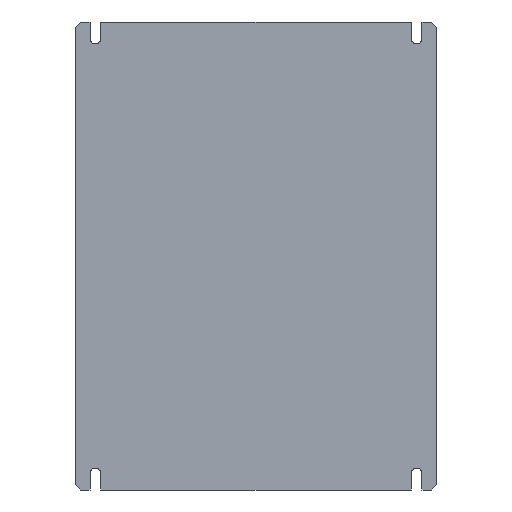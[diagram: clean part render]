
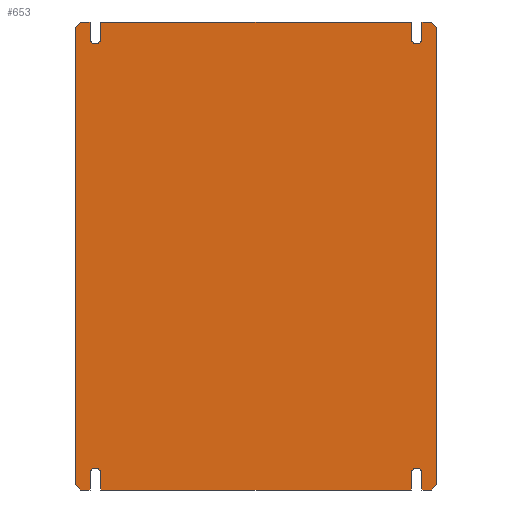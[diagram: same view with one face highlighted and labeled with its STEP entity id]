
A CAD part, front view. The second image highlights one B-rep face of the part: STEP entity #653.
In plain terms, the highlighted planar face has unit normal (0, -1, 0).
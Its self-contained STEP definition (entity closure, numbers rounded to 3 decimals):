
#206=DIRECTION('',(0.,0.,-1.));
#207=VECTOR('',#206,6.);
#208=CARTESIAN_POINT('',(61.,0.,86.));
#209=LINE('',#208,#207);
#210=DIRECTION('',(1.,0.,0.));
#211=VECTOR('',#210,3.5);
#212=CARTESIAN_POINT('',(61.,0.,86.));
#213=LINE('',#212,#211);
#214=DIRECTION('',(0.707,0.,-0.707));
#215=VECTOR('',#214,2.828);
#216=CARTESIAN_POINT('',(64.5,0.,86.));
#217=LINE('',#216,#215);
#218=DIRECTION('',(0.,0.,-1.));
#219=VECTOR('',#218,168.);
#220=CARTESIAN_POINT('',(66.5,0.,84.));
#221=LINE('',#220,#219);
#222=DIRECTION('',(-0.707,0.,-0.707));
#223=VECTOR('',#222,2.828);
#224=CARTESIAN_POINT('',(66.5,0.,-84.));
#225=LINE('',#224,#223);
#226=DIRECTION('',(-1.,0.,0.));
#227=VECTOR('',#226,3.5);
#228=CARTESIAN_POINT('',(64.5,0.,-86.));
#229=LINE('',#228,#227);
#230=DIRECTION('',(0.,0.,1.));
#231=VECTOR('',#230,6.);
#232=CARTESIAN_POINT('',(61.,0.,-86.));
#233=LINE('',#232,#231);
#234=CARTESIAN_POINT('',(59.,0.,-80.));
#235=DIRECTION('',(0.,1.,0.));
#236=DIRECTION('',(-1.,0.,0.));
#237=AXIS2_PLACEMENT_3D('',#234,#235,#236);
#239=DIRECTION('',(0.,0.,1.));
#240=VECTOR('',#239,6.);
#241=CARTESIAN_POINT('',(57.,0.,-86.));
#242=LINE('',#241,#240);
#243=DIRECTION('',(-1.,0.,0.));
#244=VECTOR('',#243,114.);
#245=CARTESIAN_POINT('',(57.,0.,-86.));
#246=LINE('',#245,#244);
#247=DIRECTION('',(0.,0.,1.));
#248=VECTOR('',#247,6.);
#249=CARTESIAN_POINT('',(-57.,0.,-86.));
#250=LINE('',#249,#248);
#251=CARTESIAN_POINT('',(-59.,0.,-80.));
#252=DIRECTION('',(0.,1.,0.));
#253=DIRECTION('',(-1.,0.,0.));
#254=AXIS2_PLACEMENT_3D('',#251,#252,#253);
#256=DIRECTION('',(0.,0.,1.));
#257=VECTOR('',#256,6.);
#258=CARTESIAN_POINT('',(-61.,0.,-86.));
#259=LINE('',#258,#257);
#260=DIRECTION('',(-1.,0.,0.));
#261=VECTOR('',#260,3.5);
#262=CARTESIAN_POINT('',(-61.,0.,-86.));
#263=LINE('',#262,#261);
#264=DIRECTION('',(-0.707,0.,0.707));
#265=VECTOR('',#264,2.828);
#266=CARTESIAN_POINT('',(-64.5,0.,-86.));
#267=LINE('',#266,#265);
#268=DIRECTION('',(0.,0.,1.));
#269=VECTOR('',#268,168.);
#270=CARTESIAN_POINT('',(-66.5,0.,-84.));
#271=LINE('',#270,#269);
#272=DIRECTION('',(0.707,0.,0.707));
#273=VECTOR('',#272,2.828);
#274=CARTESIAN_POINT('',(-66.5,0.,84.));
#275=LINE('',#274,#273);
#276=DIRECTION('',(1.,0.,0.));
#277=VECTOR('',#276,3.5);
#278=CARTESIAN_POINT('',(-64.5,0.,86.));
#279=LINE('',#278,#277);
#280=DIRECTION('',(0.,0.,-1.));
#281=VECTOR('',#280,6.);
#282=CARTESIAN_POINT('',(-61.,0.,86.));
#283=LINE('',#282,#281);
#284=CARTESIAN_POINT('',(-59.,0.,80.));
#285=DIRECTION('',(0.,1.,0.));
#286=DIRECTION('',(1.,0.,0.));
#287=AXIS2_PLACEMENT_3D('',#284,#285,#286);
#289=DIRECTION('',(0.,0.,-1.));
#290=VECTOR('',#289,6.);
#291=CARTESIAN_POINT('',(-57.,0.,86.));
#292=LINE('',#291,#290);
#293=DIRECTION('',(1.,0.,0.));
#294=VECTOR('',#293,114.);
#295=CARTESIAN_POINT('',(-57.,0.,86.));
#296=LINE('',#295,#294);
#297=DIRECTION('',(0.,0.,-1.));
#298=VECTOR('',#297,6.);
#299=CARTESIAN_POINT('',(57.,0.,86.));
#300=LINE('',#299,#298);
#301=CARTESIAN_POINT('',(59.,0.,80.));
#302=DIRECTION('',(0.,1.,0.));
#303=DIRECTION('',(1.,0.,0.));
#304=AXIS2_PLACEMENT_3D('',#301,#302,#303);
#502=CARTESIAN_POINT('',(-66.5,0.,-84.));
#503=CARTESIAN_POINT('',(-66.5,0.,84.));
#504=VERTEX_POINT('',#502);
#505=VERTEX_POINT('',#503);
#506=CARTESIAN_POINT('',(66.5,0.,84.));
#507=CARTESIAN_POINT('',(66.5,0.,-84.));
#508=VERTEX_POINT('',#506);
#509=VERTEX_POINT('',#507);
#518=CARTESIAN_POINT('',(-64.5,0.,-86.));
#519=VERTEX_POINT('',#518);
#520=CARTESIAN_POINT('',(-64.5,0.,86.));
#521=VERTEX_POINT('',#520);
#522=CARTESIAN_POINT('',(64.5,0.,86.));
#523=VERTEX_POINT('',#522);
#524=CARTESIAN_POINT('',(64.5,0.,-86.));
#525=VERTEX_POINT('',#524);
#534=CARTESIAN_POINT('',(-57.,0.,86.));
#535=CARTESIAN_POINT('',(-57.,0.,80.));
#536=VERTEX_POINT('',#534);
#537=VERTEX_POINT('',#535);
#538=CARTESIAN_POINT('',(-61.,0.,80.));
#539=VERTEX_POINT('',#538);
#540=CARTESIAN_POINT('',(-61.,0.,86.));
#541=VERTEX_POINT('',#540);
#542=CARTESIAN_POINT('',(-61.,0.,-86.));
#543=CARTESIAN_POINT('',(-61.,0.,-80.));
#544=VERTEX_POINT('',#542);
#545=VERTEX_POINT('',#543);
#546=CARTESIAN_POINT('',(-57.,0.,-80.));
#547=VERTEX_POINT('',#546);
#548=CARTESIAN_POINT('',(-57.,0.,-86.));
#549=VERTEX_POINT('',#548);
#566=CARTESIAN_POINT('',(61.,0.,86.));
#567=CARTESIAN_POINT('',(61.,0.,80.));
#568=VERTEX_POINT('',#566);
#569=VERTEX_POINT('',#567);
#570=CARTESIAN_POINT('',(57.,0.,80.));
#571=VERTEX_POINT('',#570);
#572=CARTESIAN_POINT('',(57.,0.,86.));
#573=VERTEX_POINT('',#572);
#574=CARTESIAN_POINT('',(57.,0.,-86.));
#575=CARTESIAN_POINT('',(57.,0.,-80.));
#576=VERTEX_POINT('',#574);
#577=VERTEX_POINT('',#575);
#578=CARTESIAN_POINT('',(61.,0.,-80.));
#579=VERTEX_POINT('',#578);
#580=CARTESIAN_POINT('',(61.,0.,-86.));
#581=VERTEX_POINT('',#580);
#598=CARTESIAN_POINT('',(0.,0.,0.));
#599=DIRECTION('',(0.,1.,0.));
#600=DIRECTION('',(1.,0.,0.));
#601=AXIS2_PLACEMENT_3D('',#598,#599,#600);
#602=PLANE('',#601);
#604=ORIENTED_EDGE('',*,*,#603,.F.);
#606=ORIENTED_EDGE('',*,*,#605,.T.);
#608=ORIENTED_EDGE('',*,*,#607,.T.);
#610=ORIENTED_EDGE('',*,*,#609,.T.);
#612=ORIENTED_EDGE('',*,*,#611,.T.);
#614=ORIENTED_EDGE('',*,*,#613,.T.);
#616=ORIENTED_EDGE('',*,*,#615,.T.);
#618=ORIENTED_EDGE('',*,*,#617,.F.);
#620=ORIENTED_EDGE('',*,*,#619,.F.);
#622=ORIENTED_EDGE('',*,*,#621,.T.);
#624=ORIENTED_EDGE('',*,*,#623,.T.);
#626=ORIENTED_EDGE('',*,*,#625,.F.);
#628=ORIENTED_EDGE('',*,*,#627,.F.);
#630=ORIENTED_EDGE('',*,*,#629,.T.);
#632=ORIENTED_EDGE('',*,*,#631,.T.);
#634=ORIENTED_EDGE('',*,*,#633,.T.);
#636=ORIENTED_EDGE('',*,*,#635,.T.);
#638=ORIENTED_EDGE('',*,*,#637,.T.);
#640=ORIENTED_EDGE('',*,*,#639,.T.);
#642=ORIENTED_EDGE('',*,*,#641,.F.);
#644=ORIENTED_EDGE('',*,*,#643,.F.);
#646=ORIENTED_EDGE('',*,*,#645,.T.);
#648=ORIENTED_EDGE('',*,*,#647,.T.);
#650=ORIENTED_EDGE('',*,*,#649,.F.);
#651=EDGE_LOOP('',(#604,#606,#608,#610,#612,#614,#616,#618,#620,#622,#624,#626,
#628,#630,#632,#634,#636,#638,#640,#642,#644,#646,#648,#650));
#652=FACE_OUTER_BOUND('',#651,.F.);
#653=ADVANCED_FACE('',(#652),#602,.F.);
#238=CIRCLE('',#237,2.);
#255=CIRCLE('',#254,2.);
#288=CIRCLE('',#287,2.);
#305=CIRCLE('',#304,2.);
#603=EDGE_CURVE('',#568,#569,#209,.T.);
#605=EDGE_CURVE('',#568,#523,#213,.T.);
#607=EDGE_CURVE('',#523,#508,#217,.T.);
#609=EDGE_CURVE('',#508,#509,#221,.T.);
#611=EDGE_CURVE('',#509,#525,#225,.T.);
#613=EDGE_CURVE('',#525,#581,#229,.T.);
#615=EDGE_CURVE('',#581,#579,#233,.T.);
#617=EDGE_CURVE('',#577,#579,#238,.T.);
#619=EDGE_CURVE('',#576,#577,#242,.T.);
#621=EDGE_CURVE('',#576,#549,#246,.T.);
#623=EDGE_CURVE('',#549,#547,#250,.T.);
#625=EDGE_CURVE('',#545,#547,#255,.T.);
#627=EDGE_CURVE('',#544,#545,#259,.T.);
#629=EDGE_CURVE('',#544,#519,#263,.T.);
#631=EDGE_CURVE('',#519,#504,#267,.T.);
#633=EDGE_CURVE('',#504,#505,#271,.T.);
#635=EDGE_CURVE('',#505,#521,#275,.T.);
#637=EDGE_CURVE('',#521,#541,#279,.T.);
#639=EDGE_CURVE('',#541,#539,#283,.T.);
#641=EDGE_CURVE('',#537,#539,#288,.T.);
#643=EDGE_CURVE('',#536,#537,#292,.T.);
#645=EDGE_CURVE('',#536,#573,#296,.T.);
#647=EDGE_CURVE('',#573,#571,#300,.T.);
#649=EDGE_CURVE('',#569,#571,#305,.T.);
